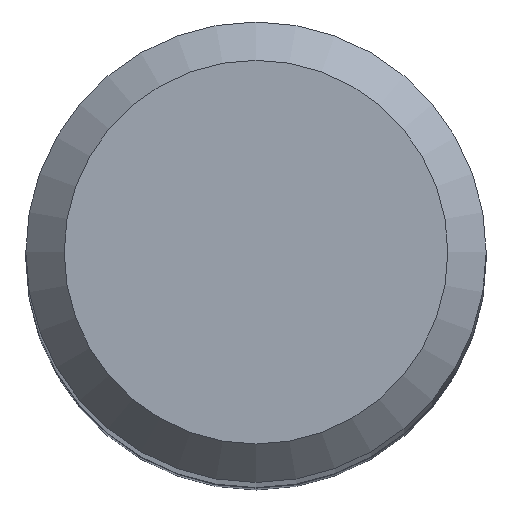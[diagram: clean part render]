
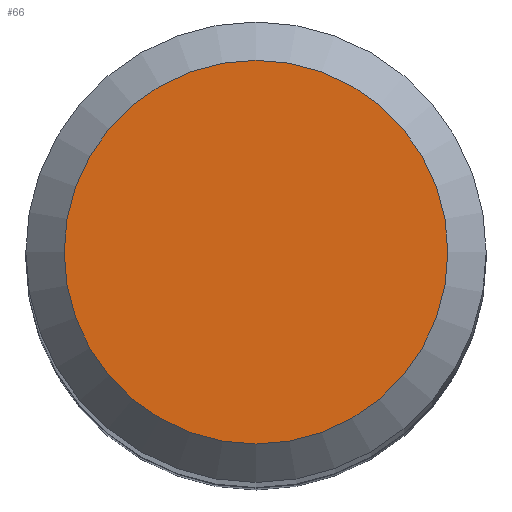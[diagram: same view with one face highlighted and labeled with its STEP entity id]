
A CAD part, top view. The second image highlights one B-rep face of the part: STEP entity #66.
In plain terms, the highlighted planar face has unit normal (0, 0, 1).
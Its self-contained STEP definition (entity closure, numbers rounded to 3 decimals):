
#56=PLANE('',#225);
#61=FACE_OUTER_BOUND('',#100,.T.);
#66=ADVANCED_FACE('',(#61),#56,.T.);
#100=EDGE_LOOP('',(#122));
#122=ORIENTED_EDGE('',*,*,#153,.F.);
#142=VERTEX_POINT('',#341);
#153=EDGE_CURVE('',#142,#142,#164,.T.);
#164=CIRCLE('',#222,2.5);
#222=AXIS2_PLACEMENT_3D('',#340,#253,#254);
#225=AXIS2_PLACEMENT_3D('',#345,#259,#260);
#253=DIRECTION('',(0.,0.,-1.));
#254=DIRECTION('',(-1.,0.,0.));
#259=DIRECTION('',(0.,0.,1.));
#260=DIRECTION('',(-1.,0.,0.));
#340=CARTESIAN_POINT('',(0.,0.,0.));
#341=CARTESIAN_POINT('',(-2.5,0.,0.));
#345=CARTESIAN_POINT('',(2.5,0.,0.));
